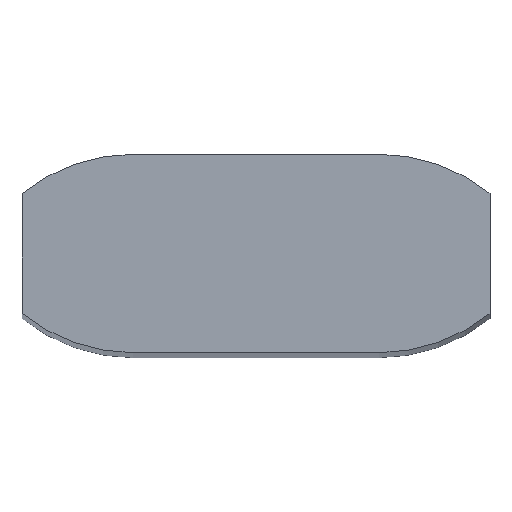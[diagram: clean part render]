
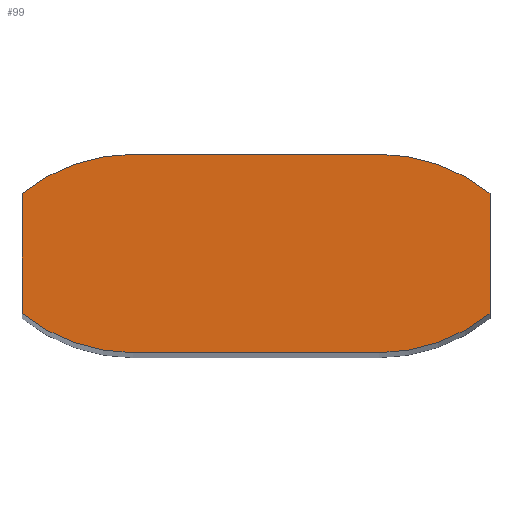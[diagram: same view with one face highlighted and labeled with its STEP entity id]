
A CAD part, top view. The second image highlights one B-rep face of the part: STEP entity #99.
In plain terms, the highlighted planar face has unit normal (0, 0, 1).
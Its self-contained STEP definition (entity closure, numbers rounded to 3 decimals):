
#2 = DIRECTION ( 'NONE',  ( 1., 0., 0. ) ) ;
#3 = LINE ( 'NONE', #239, #298 ) ;
#4 = VERTEX_POINT ( 'NONE', #136 ) ;
#13 = AXIS2_PLACEMENT_3D ( 'NONE', #110, #316, #2 ) ;
#17 = VERTEX_POINT ( 'NONE', #28 ) ;
#28 = CARTESIAN_POINT ( 'NONE',  ( -38., -30.75, 300. ) ) ;
#32 = CARTESIAN_POINT ( 'NONE',  ( 0., 30.75, 300. ) ) ;
#39 = CARTESIAN_POINT ( 'NONE',  ( 72.5, 18.584, 300. ) ) ;
#40 = EDGE_CURVE ( 'NONE', #164, #17, #97, .T. ) ;
#42 = CIRCLE ( 'NONE', #123, 55. ) ;
#51 = DIRECTION ( 'NONE',  ( 1., 0., 0. ) ) ;
#53 = CARTESIAN_POINT ( 'NONE',  ( 38., 24.25, 300. ) ) ;
#54 = DIRECTION ( 'NONE',  ( 0., 0., 1. ) ) ;
#56 = ORIENTED_EDGE ( 'NONE', *, *, #59, .F. ) ;
#59 = EDGE_CURVE ( 'NONE', #309, #164, #67, .T. ) ;
#67 = CIRCLE ( 'NONE', #169, 55. ) ;
#72 = EDGE_LOOP ( 'NONE', ( #56, #225, #140, #350, #368, #255, #91, #243 ) ) ;
#75 = DIRECTION ( 'NONE',  ( 0., 0., -1. ) ) ;
#86 = VERTEX_POINT ( 'NONE', #256 ) ;
#91 = ORIENTED_EDGE ( 'NONE', *, *, #295, .F. ) ;
#92 = DIRECTION ( 'NONE',  ( 0., -1., 0. ) ) ;
#96 = VECTOR ( 'NONE', #262, 1000. ) ;
#97 = LINE ( 'NONE', #342, #236 ) ;
#99 = ADVANCED_FACE ( 'NONE', ( #241 ), #229, .T. ) ;
#110 = CARTESIAN_POINT ( 'NONE',  ( -38., -24.25, 300. ) ) ;
#115 = CARTESIAN_POINT ( 'NONE',  ( 38., -24.25, 300. ) ) ;
#119 = CARTESIAN_POINT ( 'NONE',  ( 72.5, -18.584, 300. ) ) ;
#122 = AXIS2_PLACEMENT_3D ( 'NONE', #263, #207, #151 ) ;
#123 = AXIS2_PLACEMENT_3D ( 'NONE', #115, #143, #237 ) ;
#136 = CARTESIAN_POINT ( 'NONE',  ( -72.5, -18.584, 300. ) ) ;
#140 = ORIENTED_EDGE ( 'NONE', *, *, #219, .T. ) ;
#143 = DIRECTION ( 'NONE',  ( 0., 0., 1. ) ) ;
#144 = CARTESIAN_POINT ( 'NONE',  ( 38., -30.75, 300. ) ) ;
#151 = DIRECTION ( 'NONE',  ( 1., 0., 0. ) ) ;
#161 = DIRECTION ( 'NONE',  ( 1., 0., 0. ) ) ;
#164 = VERTEX_POINT ( 'NONE', #144 ) ;
#167 = CARTESIAN_POINT ( 'NONE',  ( 72.5, 0., 300. ) ) ;
#169 = AXIS2_PLACEMENT_3D ( 'NONE', #53, #75, #161 ) ;
#174 = DIRECTION ( 'NONE',  ( 0., 1., 0. ) ) ;
#182 = EDGE_CURVE ( 'NONE', #361, #86, #366, .T. ) ;
#186 = EDGE_CURVE ( 'NONE', #86, #273, #345, .T. ) ;
#194 = VECTOR ( 'NONE', #174, 1000. ) ;
#203 = CARTESIAN_POINT ( 'NONE',  ( -72.5, 18.584, 300. ) ) ;
#207 = DIRECTION ( 'NONE',  ( 0., 0., -1. ) ) ;
#219 = EDGE_CURVE ( 'NONE', #284, #361, #42, .T. ) ;
#225 = ORIENTED_EDGE ( 'NONE', *, *, #251, .T. ) ;
#226 = CARTESIAN_POINT ( 'NONE',  ( 0., 0., 300. ) ) ;
#228 = DIRECTION ( 'NONE',  ( -1., 0., 0. ) ) ;
#229 = PLANE ( 'NONE',  #358 ) ;
#234 = CIRCLE ( 'NONE', #122, 55. ) ;
#236 = VECTOR ( 'NONE', #228, 1000. ) ;
#237 = DIRECTION ( 'NONE',  ( 1., 0., 0. ) ) ;
#239 = CARTESIAN_POINT ( 'NONE',  ( -72.5, 0., 300. ) ) ;
#241 = FACE_OUTER_BOUND ( 'NONE', #72, .T. ) ;
#242 = CARTESIAN_POINT ( 'NONE',  ( 38., 30.75, 300. ) ) ;
#243 = ORIENTED_EDGE ( 'NONE', *, *, #40, .F. ) ;
#251 = EDGE_CURVE ( 'NONE', #309, #284, #315, .T. ) ;
#255 = ORIENTED_EDGE ( 'NONE', *, *, #303, .T. ) ;
#256 = CARTESIAN_POINT ( 'NONE',  ( -38., 30.75, 300. ) ) ;
#262 = DIRECTION ( 'NONE',  ( -1., 0., 0. ) ) ;
#263 = CARTESIAN_POINT ( 'NONE',  ( -38., 24.25, 300. ) ) ;
#273 = VERTEX_POINT ( 'NONE', #203 ) ;
#284 = VERTEX_POINT ( 'NONE', #39 ) ;
#295 = EDGE_CURVE ( 'NONE', #17, #4, #234, .T. ) ;
#298 = VECTOR ( 'NONE', #92, 1000. ) ;
#303 = EDGE_CURVE ( 'NONE', #273, #4, #3, .T. ) ;
#309 = VERTEX_POINT ( 'NONE', #119 ) ;
#315 = LINE ( 'NONE', #167, #194 ) ;
#316 = DIRECTION ( 'NONE',  ( 0., 0., 1. ) ) ;
#342 = CARTESIAN_POINT ( 'NONE',  ( 0., -30.75, 300. ) ) ;
#345 = CIRCLE ( 'NONE', #13, 55. ) ;
#350 = ORIENTED_EDGE ( 'NONE', *, *, #182, .T. ) ;
#358 = AXIS2_PLACEMENT_3D ( 'NONE', #226, #54, #51 ) ;
#361 = VERTEX_POINT ( 'NONE', #242 ) ;
#366 = LINE ( 'NONE', #32, #96 ) ;
#368 = ORIENTED_EDGE ( 'NONE', *, *, #186, .T. ) ;
